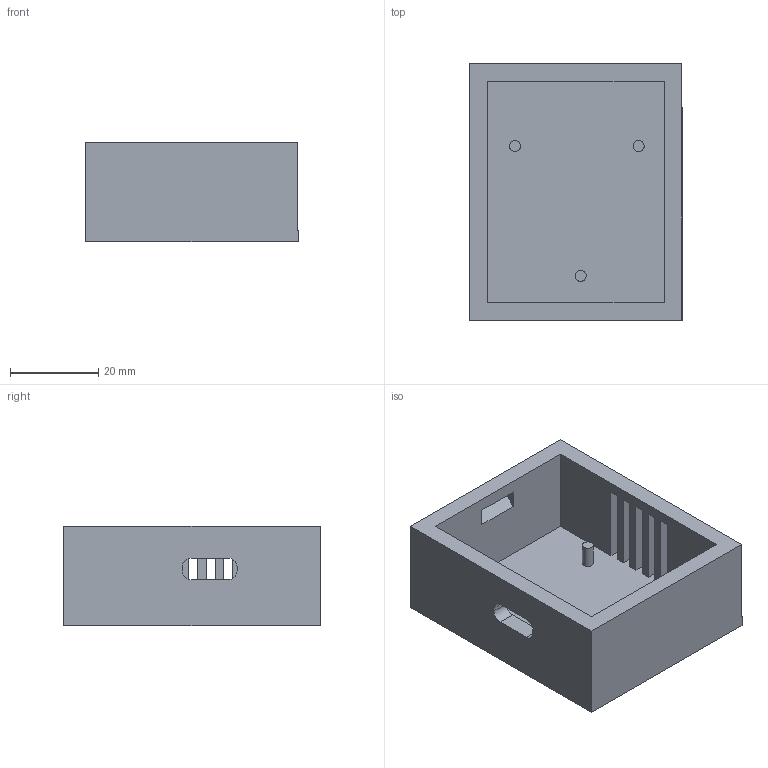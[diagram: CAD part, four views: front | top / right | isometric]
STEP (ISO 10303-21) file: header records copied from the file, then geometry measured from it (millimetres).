
FILE_DESCRIPTION(/* description */ (''),/* implementation_level */ '2;1');
FILE_NAME(/* name */ 'Unterseite.stp',/* time_stamp */ '2025-05-07T10:27:53+02:00',/* author */ ('tobia'),/* organization */ (''),/* preprocessor_version */ 'ST-DEVELOPER v19.2',/* originating_system */ 'Autodesk Inventor 2024',/* authorisation */ '');
FILE_SCHEMA (('AUTOMOTIVE_DESIGN { 1 0 10303 214 3 1 1 }'));
Length unit declared in the file: millimetre
Products named in the file (1): Unterseite
Bounding box: 48.1 x 58.1 x 22.5 mm (x, y, z)
Volume: 21746.1 mm3; surface area: 14574.3 mm2
Topology: 1 solids, 1 shells, 50 faces, 144 edges, 96 vertices
Faces by surface type: plane 43, cylinder 7
Full cylindrical faces by diameter (mm): 2.5 x3
Entity records: 1689 total; most frequent: CARTESIAN_POINT 291, ORIENTED_EDGE 288, DIRECTION 260, EDGE_CURVE 144, LINE 130, VECTOR 130, VERTEX_POINT 96, AXIS2_PLACEMENT_3D 65
